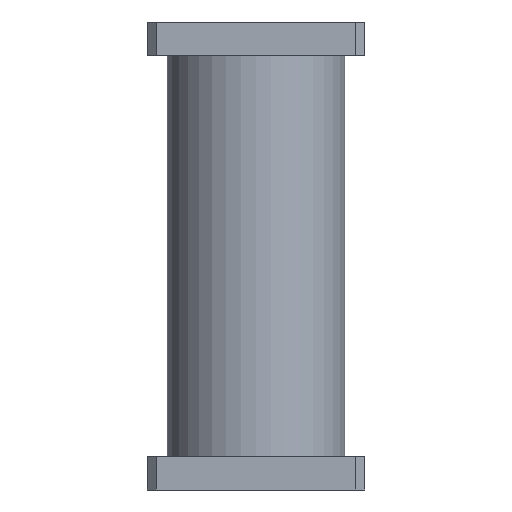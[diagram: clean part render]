
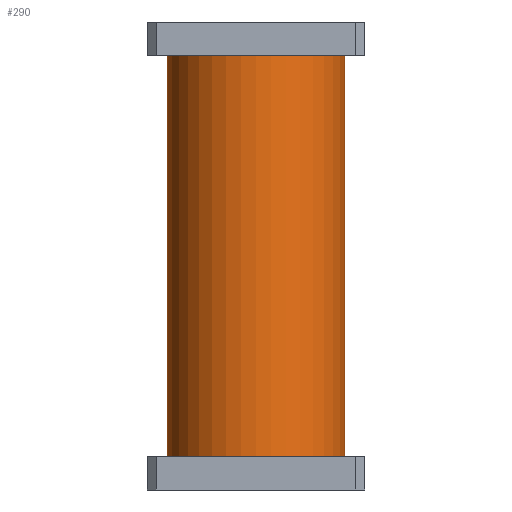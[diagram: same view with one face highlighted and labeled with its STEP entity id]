
A CAD part, left-side view. The second image highlights one B-rep face of the part: STEP entity #290.
In plain terms, the highlighted cylindrical face has radius 16.891 mm (diameter 33.782 mm), a partial arc.
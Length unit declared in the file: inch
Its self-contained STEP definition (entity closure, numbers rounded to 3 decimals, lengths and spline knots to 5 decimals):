
#47 = DIRECTION ( 'NONE',  ( 0., 1., 0. ) ) ;
#89 = EDGE_CURVE ( 'NONE', #594, #856, #1223, .T. ) ;
#162 = ORIENTED_EDGE ( 'NONE', *, *, #89, .T. ) ;
#290 = ADVANCED_FACE ( 'NONE', ( #422 ), #374, .T. ) ;
#345 = AXIS2_PLACEMENT_3D ( 'NONE', #1209, #565, #47 ) ;
#374 = CYLINDRICAL_SURFACE ( 'NONE', #345, 0.665 ) ;
#385 = DIRECTION ( 'NONE',  ( 0., 0., -1. ) ) ;
#395 = CARTESIAN_POINT ( 'NONE',  ( 0., 0., -0.25 ) ) ;
#401 = DIRECTION ( 'NONE',  ( 0., 1., 0. ) ) ;
#422 = FACE_OUTER_BOUND ( 'NONE', #533, .T. ) ;
#456 = CARTESIAN_POINT ( 'NONE',  ( 0., 0.665, -3.25 ) ) ;
#499 = ORIENTED_EDGE ( 'NONE', *, *, #693, .F. ) ;
#520 = CARTESIAN_POINT ( 'NONE',  ( 0., -0.665, -3.5 ) ) ;
#533 = EDGE_LOOP ( 'NONE', ( #1070, #162, #678, #499 ) ) ;
#565 = DIRECTION ( 'NONE',  ( 0., 0., -1. ) ) ;
#583 = CARTESIAN_POINT ( 'NONE',  ( 0., 0.665, -0.25 ) ) ;
#594 = VERTEX_POINT ( 'NONE', #1542 ) ;
#618 = LINE ( 'NONE', #520, #1035 ) ;
#621 = VERTEX_POINT ( 'NONE', #904 ) ;
#642 = EDGE_CURVE ( 'NONE', #594, #621, #618, .T. ) ;
#678 = ORIENTED_EDGE ( 'NONE', *, *, #1169, .T. ) ;
#693 = EDGE_CURVE ( 'NONE', #621, #1021, #1555, .T. ) ;
#841 = AXIS2_PLACEMENT_3D ( 'NONE', #1179, #1560, #1569 ) ;
#856 = VERTEX_POINT ( 'NONE', #583 ) ;
#904 = CARTESIAN_POINT ( 'NONE',  ( 0., -0.665, -3.25 ) ) ;
#913 = DIRECTION ( 'NONE',  ( 0., 0., -1. ) ) ;
#1021 = VERTEX_POINT ( 'NONE', #456 ) ;
#1035 = VECTOR ( 'NONE', #913, 39.37008 ) ;
#1055 = AXIS2_PLACEMENT_3D ( 'NONE', #395, #385, #401 ) ;
#1070 = ORIENTED_EDGE ( 'NONE', *, *, #642, .F. ) ;
#1089 = VECTOR ( 'NONE', #1292, 39.37008 ) ;
#1169 = EDGE_CURVE ( 'NONE', #856, #1021, #1461, .T. ) ;
#1179 = CARTESIAN_POINT ( 'NONE',  ( 0., 0., -3.25 ) ) ;
#1209 = CARTESIAN_POINT ( 'NONE',  ( 0., 0., -3.5 ) ) ;
#1223 = CIRCLE ( 'NONE', #1055, 0.665 ) ;
#1292 = DIRECTION ( 'NONE',  ( 0., 0., -1. ) ) ;
#1315 = CARTESIAN_POINT ( 'NONE',  ( 0., 0.665, -3.5 ) ) ;
#1461 = LINE ( 'NONE', #1315, #1089 ) ;
#1542 = CARTESIAN_POINT ( 'NONE',  ( 0., -0.665, -0.25 ) ) ;
#1555 = CIRCLE ( 'NONE', #841, 0.665 ) ;
#1560 = DIRECTION ( 'NONE',  ( 0., 0., -1. ) ) ;
#1569 = DIRECTION ( 'NONE',  ( 0., 1., 0. ) ) ;
